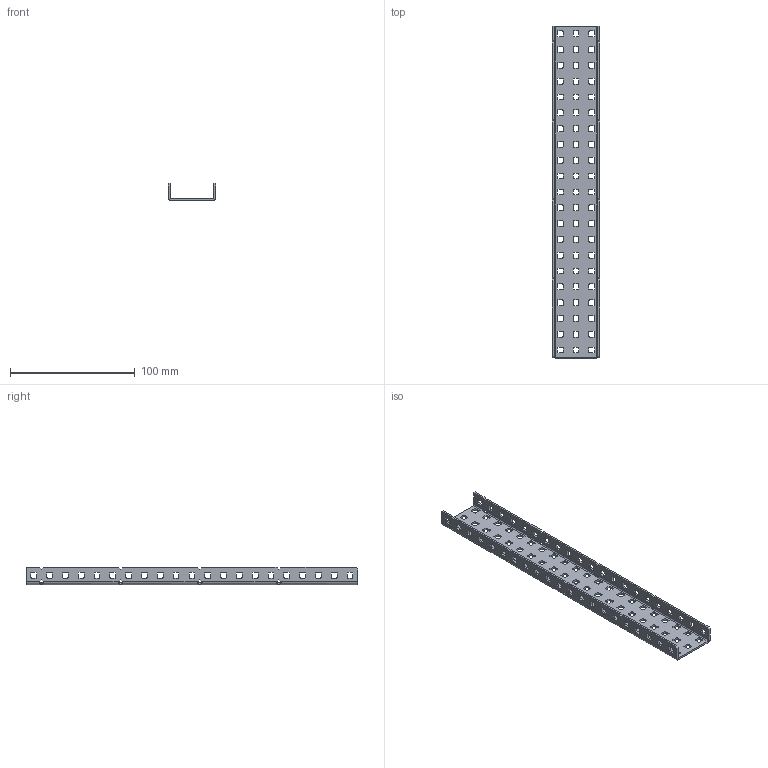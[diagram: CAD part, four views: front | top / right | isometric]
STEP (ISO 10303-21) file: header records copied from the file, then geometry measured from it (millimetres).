
FILE_DESCRIPTION(/* description */ ('STEP AP214'),/* implementation_level */ '2;1');
FILE_NAME(/* name */ 'Aluminum C-Channel 1x3x1x21.ipt.step',/* time_stamp */ '2020-04-16T22:59:51-04:00',/* author */ ('svradm'),/* organization */ (''),/* preprocessor_version */ 'ST-DEVELOPER v17',/* originating_system */ 'Autodesk Inventor 2019',/* authorisation */ '');
FILE_SCHEMA (('AUTOMOTIVE_DESIGN { 1 0 10303 214 3 1 1 }'));
Length unit declared in the file: inch
Products named in the file (1): Aluminum C-Channel 1x3x1x21
Bounding box: 38.1 x 266.56 x 13.87 mm (x, y, z)
Volume: 22445.6 mm3; surface area: 32218.2 mm2
Topology: 1 solids, 1 shells, 964 faces, 3008 edges, 2036 vertices
Faces by surface type: plane 492, cylinder 440, bspline 32
Entity records: 34362 total; most frequent: CARTESIAN_POINT 6743, ORIENTED_EDGE 5788, DIRECTION 5760, EDGE_CURVE 2894, LINE 1982, VECTOR 1982, VERTEX_POINT 1916, AXIS2_PLACEMENT_3D 1889
